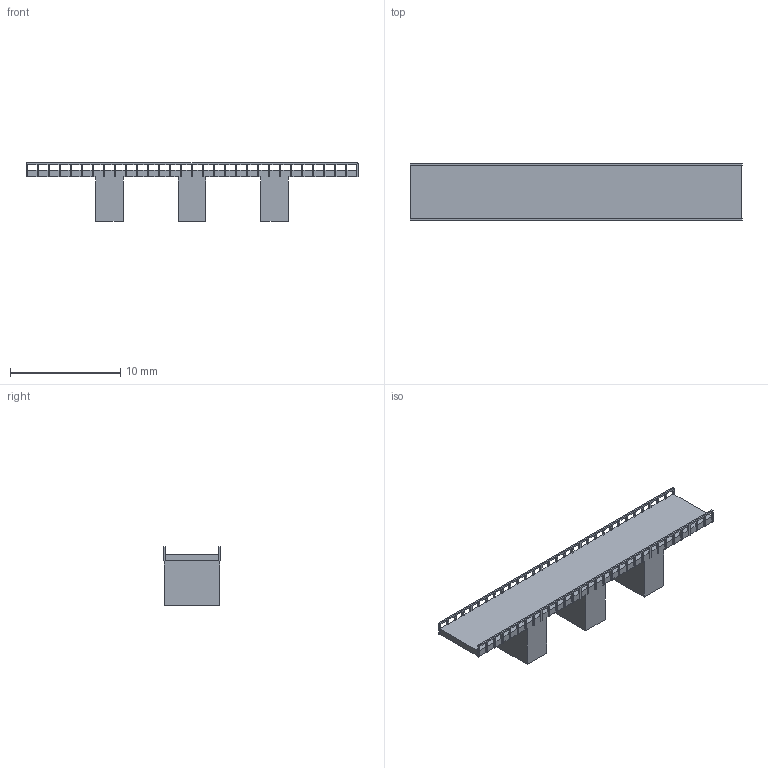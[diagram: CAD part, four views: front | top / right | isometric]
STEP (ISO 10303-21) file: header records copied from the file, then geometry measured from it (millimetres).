
FILE_DESCRIPTION(('Open CASCADE Model'),'2;1');
FILE_NAME('Open CASCADE Shape Model','2024-05-28T13:56:18',('Author'),( 'Open CASCADE'),'Open CASCADE STEP processor 7.7','Open CASCADE 7.7' ,'Unknown');
FILE_SCHEMA(('AUTOMOTIVE_DESIGN { 1 0 10303 214 1 1 1 1 }'));
Length unit declared in the file: millimetre
Products named in the file (1): Open CASCADE STEP translator 7.7 16
Bounding box: 30.15 x 5.15 x 5.28 mm (x, y, z)
Volume: 242.5 mm3; surface area: 582.3 mm2
Topology: 1 solids, 1 shells, 274 faces, 1176 edges, 784 vertices
Faces by surface type: plane 274
Entity records: 26476 total; most frequent: CARTESIAN_POINT 5409, DIRECTION 3256, LINE 2706, VECTOR 2706, ORIENTED_EDGE 2352, PCURVE 2352, DEFINITIONAL_REPRESENTATION 2352, EDGE_CURVE 1176
